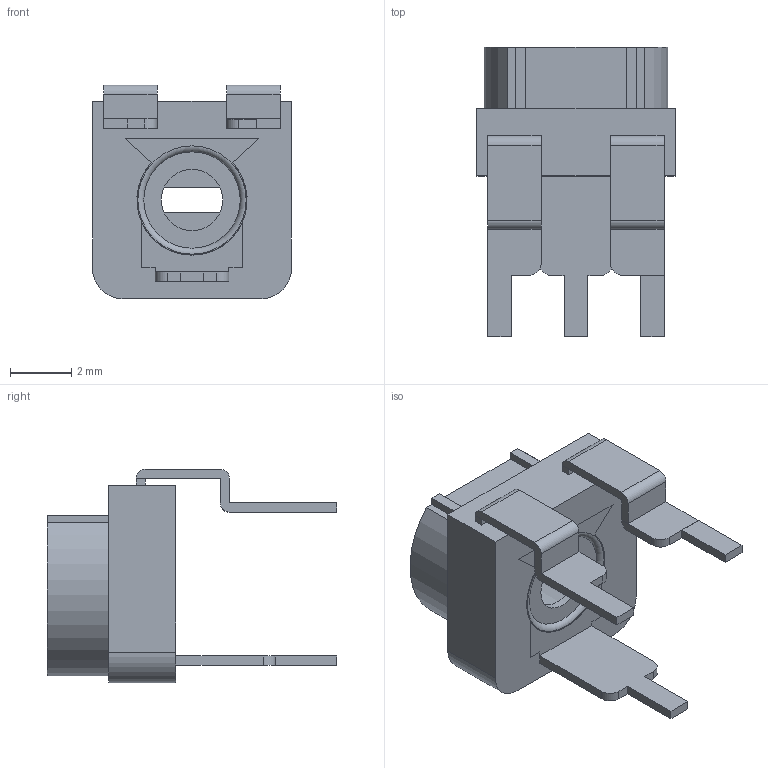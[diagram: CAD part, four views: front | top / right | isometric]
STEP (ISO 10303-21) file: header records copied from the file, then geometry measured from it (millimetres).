
FILE_DESCRIPTION(/* description */ (''),/* implementation_level */ '2;1');
FILE_NAME(/* name */ 'Trimpot Horiz 5mm.step',/* time_stamp */ '2019-03-10T23:58:43+11:00',/* author */ ('austfox'),/* organization */ (''),/* preprocessor_version */ 'ST-DEVELOPER v17.2',/* originating_system */ 'Autodesk Translation Framework v7.6.0.251',/* authorisation */ '');
FILE_SCHEMA (('AUTOMOTIVE_DESIGN { 1 0 10303 214 3 1 1 }'));
Length unit declared in the file: millimetre
Products named in the file (1): Trimpot Horiz 5mm
Bounding box: 6.5 x 9.45 x 6.97 mm (x, y, z)
Volume: 125.6 mm3; surface area: 375.1 mm2
Topology: 12 solids, 12 shells, 138 faces, 335 edges, 223 vertices
Faces by surface type: plane 112, cylinder 23, cone 2, torus 1
Full cylindrical faces by diameter (mm): 2 x1, 3.15 x1
Entity records: 4049 total; most frequent: CARTESIAN_POINT 705, ORIENTED_EDGE 670, DIRECTION 663, EDGE_CURVE 335, LINE 277, VECTOR 277, VERTEX_POINT 223, AXIS2_PLACEMENT_3D 193
